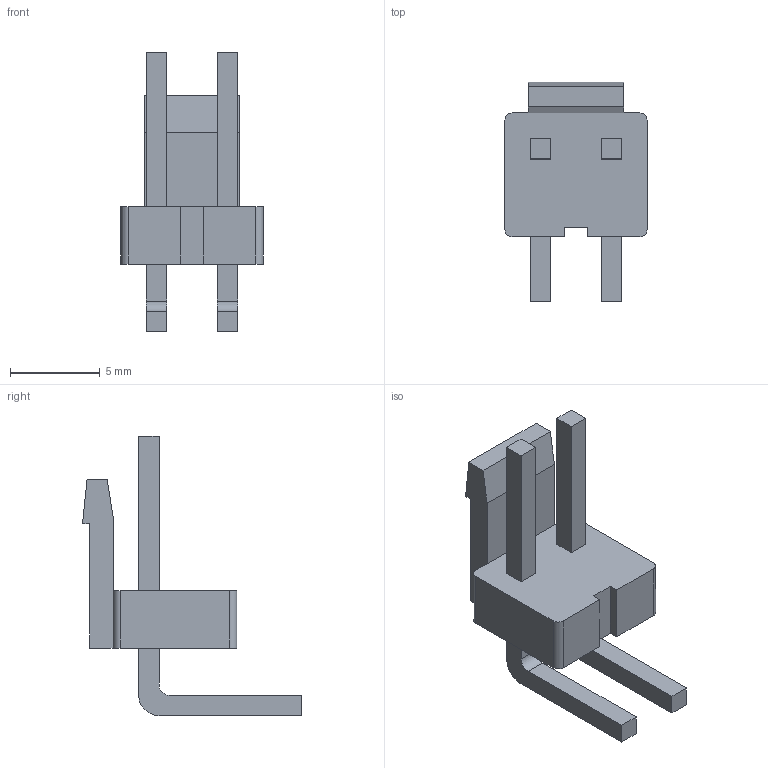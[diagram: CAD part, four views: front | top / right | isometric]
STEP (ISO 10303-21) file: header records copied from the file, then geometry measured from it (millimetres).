
FILE_DESCRIPTION((''),'2;1');
FILE_NAME('C-647676-2','2012-09-29T',('workeradm'),('Tyco Electronics Ltd.'),'PRO/ENGINEER BY PARAMETRIC TECHNOLOGY CORPORATION, 2010430','PRO/ENGINEER BY PARAMETRIC TECHNOLOGY CORPORATION, 2010430','');
FILE_SCHEMA(('AUTOMOTIVE_DESIGN { 1 0 10303 214 1 1 1 1 }'));
Length unit declared in the file: millimetre
Products named in the file (1): C-647676-2
Bounding box: 7.92 x 12.2 x 15.57 mm (x, y, z)
Volume: 291.5 mm3; surface area: 492.3 mm2
Topology: 1 solids, 1 shells, 51 faces, 133 edges, 88 vertices
Faces by surface type: plane 43, cylinder 8
Entity records: 1812 total; most frequent: CARTESIAN_POINT 274, ORIENTED_EDGE 266, DIRECTION 251, EDGE_CURVE 133, VECTOR 117, LINE 117, VERTEX_POINT 88, AXIS2_PLACEMENT_3D 67
